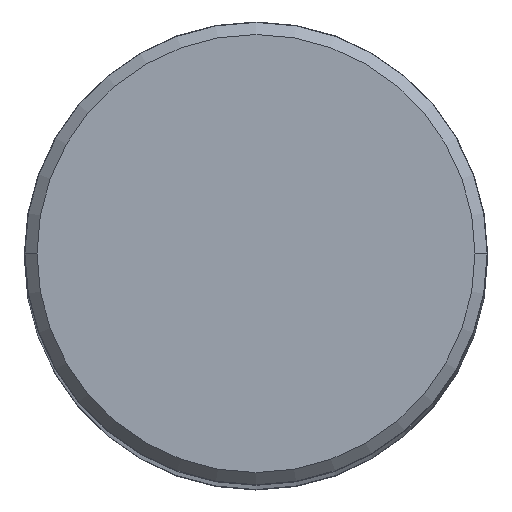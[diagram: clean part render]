
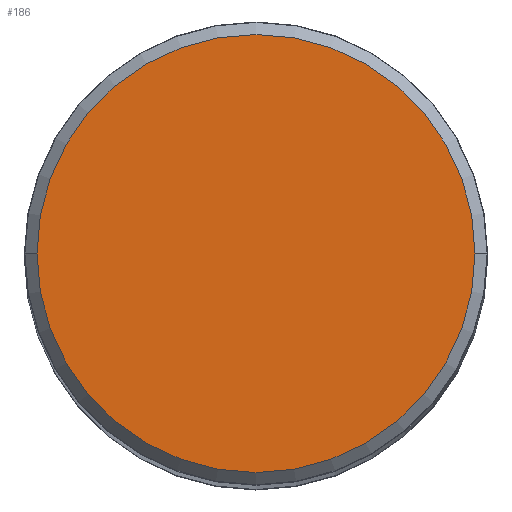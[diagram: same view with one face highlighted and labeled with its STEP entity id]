
A CAD part, top view. The second image highlights one B-rep face of the part: STEP entity #186.
In plain terms, the highlighted planar face has unit normal (0, 0, 1).
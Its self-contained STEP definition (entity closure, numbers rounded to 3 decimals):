
#127=FACE_OUTER_BOUND('',#255,.T.);
#186=ADVANCED_FACE('',(#127),#218,.F.);
#218=PLANE('',#1166);
#255=EDGE_LOOP('',(#407,#408));
#407=ORIENTED_EDGE('',*,*,#681,.T.);
#408=ORIENTED_EDGE('',*,*,#682,.T.);
#579=VERTEX_POINT('',#1898);
#580=VERTEX_POINT('',#1899);
#681=EDGE_CURVE('',#579,#580,#812,.T.);
#682=EDGE_CURVE('',#580,#579,#813,.T.);
#812=CIRCLE('',#1164,18.011);
#813=CIRCLE('',#1165,18.011);
#1164=AXIS2_PLACEMENT_3D('',#1897,#1452,#1453);
#1165=AXIS2_PLACEMENT_3D('',#1900,#1454,#1455);
#1166=AXIS2_PLACEMENT_3D('',#1901,#1456,#1457);
#1452=DIRECTION('',(0.,0.,1.));
#1453=DIRECTION('',(-1.,0.,0.));
#1454=DIRECTION('',(0.,0.,1.));
#1455=DIRECTION('',(1.,0.,0.));
#1456=DIRECTION('',(0.,0.,-1.));
#1457=DIRECTION('',(1.,0.,0.));
#1897=CARTESIAN_POINT('',(0.,0.,0.));
#1898=CARTESIAN_POINT('',(-18.011,0.,0.));
#1899=CARTESIAN_POINT('',(18.011,0.,0.));
#1900=CARTESIAN_POINT('',(0.,0.,0.));
#1901=CARTESIAN_POINT('',(0.,0.,0.));
